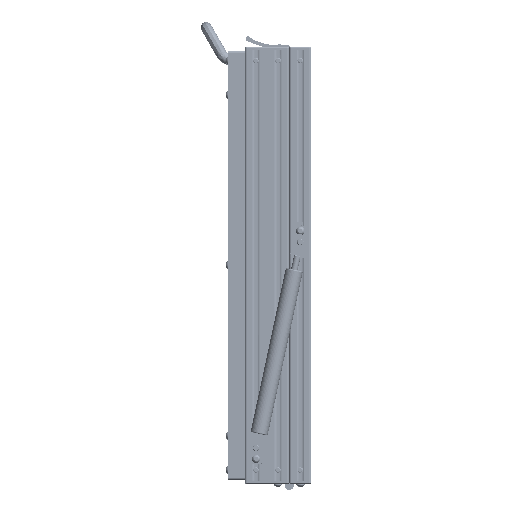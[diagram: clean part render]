
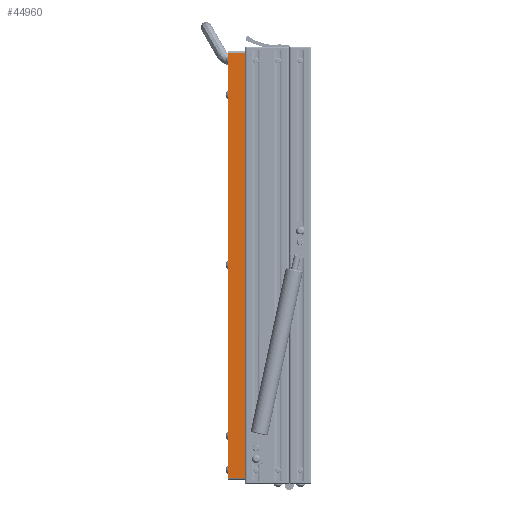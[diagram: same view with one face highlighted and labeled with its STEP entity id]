
A CAD part, left-side view. The second image highlights one B-rep face of the part: STEP entity #44960.
In plain terms, the highlighted planar face has unit normal (-1, 0, 0).
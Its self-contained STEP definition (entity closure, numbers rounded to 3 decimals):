
#935 = VERTEX_POINT ( 'NONE', #21394 ) ;
#965 = EDGE_CURVE ( 'NONE', #39077, #39308, #31324, .T. ) ;
#4681 = VECTOR ( 'NONE', #43694, 1000. ) ;
#7556 = EDGE_CURVE ( 'NONE', #935, #39308, #50310, .T. ) ;
#9678 = ORIENTED_EDGE ( 'NONE', *, *, #18973, .F. ) ;
#11832 = DIRECTION ( 'NONE',  ( 0., 0., 1. ) ) ;
#14912 = ORIENTED_EDGE ( 'NONE', *, *, #59006, .T. ) ;
#16485 = DIRECTION ( 'NONE',  ( 0., 0., -1. ) ) ;
#18973 = EDGE_CURVE ( 'NONE', #55640, #935, #41112, .T. ) ;
#19498 = EDGE_LOOP ( 'NONE', ( #21267, #20450, #9678, #14912 ) ) ;
#20450 = ORIENTED_EDGE ( 'NONE', *, *, #7556, .F. ) ;
#21267 = ORIENTED_EDGE ( 'NONE', *, *, #965, .T. ) ;
#21394 = CARTESIAN_POINT ( 'NONE',  ( -239., 15., 192. ) ) ;
#27657 = CARTESIAN_POINT ( 'NONE',  ( -239., 15., -192. ) ) ;
#28827 = FACE_OUTER_BOUND ( 'NONE', #19498, .T. ) ;
#31324 = LINE ( 'NONE', #51033, #35192 ) ;
#35192 = VECTOR ( 'NONE', #11832, 1000. ) ;
#36403 = VECTOR ( 'NONE', #42618, 1000. ) ;
#39077 = VERTEX_POINT ( 'NONE', #46766 ) ;
#39308 = VERTEX_POINT ( 'NONE', #59483 ) ;
#39394 = AXIS2_PLACEMENT_3D ( 'NONE', #41219, #46995, #16485 ) ;
#40203 = CARTESIAN_POINT ( 'NONE',  ( -239., 15., -192. ) ) ;
#41112 = LINE ( 'NONE', #43789, #51845 ) ;
#41219 = CARTESIAN_POINT ( 'NONE',  ( -239., 15., 192. ) ) ;
#42618 = DIRECTION ( 'NONE',  ( 0., -1., 0. ) ) ;
#43036 = CARTESIAN_POINT ( 'NONE',  ( -239., 15., 192. ) ) ;
#43694 = DIRECTION ( 'NONE',  ( 0., -1., 0. ) ) ;
#43789 = CARTESIAN_POINT ( 'NONE',  ( -239., 15., 192. ) ) ;
#44960 = ADVANCED_FACE ( 'NONE', ( #28827 ), #46157, .F. ) ;
#46157 = PLANE ( 'NONE',  #39394 ) ;
#46766 = CARTESIAN_POINT ( 'NONE',  ( -239., 0., -192. ) ) ;
#46995 = DIRECTION ( 'NONE',  ( 1., 0., 0. ) ) ;
#47347 = LINE ( 'NONE', #27657, #4681 ) ;
#50310 = LINE ( 'NONE', #43036, #36403 ) ;
#51033 = CARTESIAN_POINT ( 'NONE',  ( -239., 0., 192. ) ) ;
#51845 = VECTOR ( 'NONE', #58068, 1000. ) ;
#55640 = VERTEX_POINT ( 'NONE', #40203 ) ;
#58068 = DIRECTION ( 'NONE',  ( 0., 0., 1. ) ) ;
#59006 = EDGE_CURVE ( 'NONE', #55640, #39077, #47347, .T. ) ;
#59483 = CARTESIAN_POINT ( 'NONE',  ( -239., 0., 192. ) ) ;
